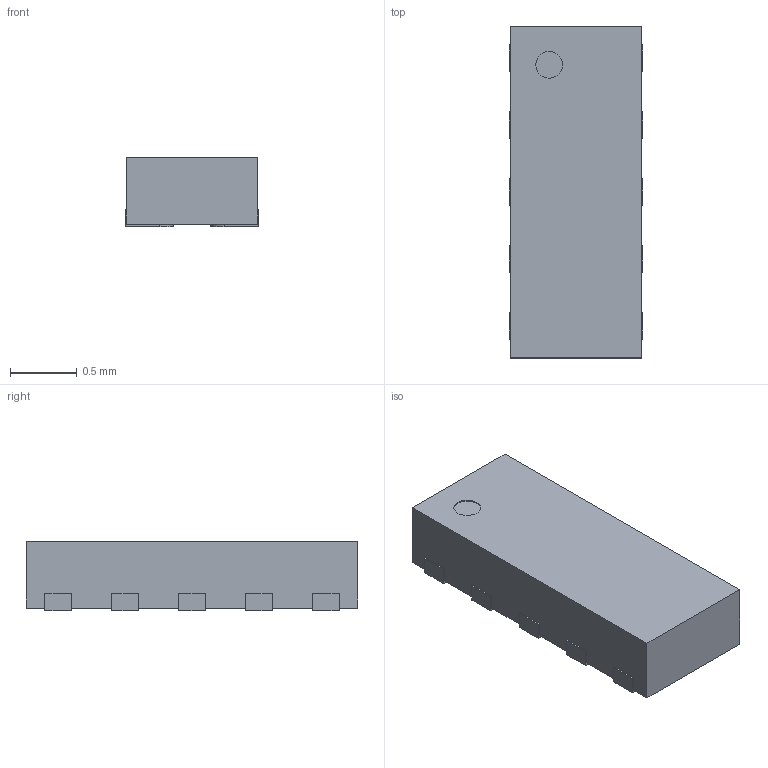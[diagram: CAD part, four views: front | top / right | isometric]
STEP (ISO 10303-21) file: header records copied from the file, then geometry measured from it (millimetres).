
FILE_DESCRIPTION(/* description */ ('model of USON-10_2.5x1.0mm_Pitch0.5mm'),/* implementation_level */ '2;1');
FILE_NAME(/* name */ 'USON-10_2.5x1.0mm_Pitch0.5mm.step',/* time_stamp */ '2017-06-10T10:16:30',/* author */ ('kicad StepUp','ksu'),/* organization */ ('FreeCAD'),/* preprocessor_version */ 'OCC',/* originating_system */ 'kicad StepUp',/* authorisation */ '');
FILE_SCHEMA(('AUTOMOTIVE_DESIGN_CC2 { 1 2 10303 214 -1 1 5 4 }'));
Length unit declared in the file: millimetre
Products named in the file (1): USON_10_25x10mm_Pitch05mm
Bounding box: 1 x 2.48 x 0.52 mm (x, y, z)
Volume: 1.2 mm3; surface area: 8.6 mm2
Topology: 1 solids, 1 shells, 68 faces, 195 edges, 130 vertices
Faces by surface type: plane 57, cylinder 11
Full cylindrical faces by diameter (mm): 0.2 x1
Entity records: 1578 total; most frequent: ORIENTED_EDGE 334, CARTESIAN_POINT 235, EDGE_CURVE 195, LINE 163, VERTEX_POINT 130, AXIS2_PLACEMENT_3D 91, FACE_BOUND 69, EDGE_LOOP 69
